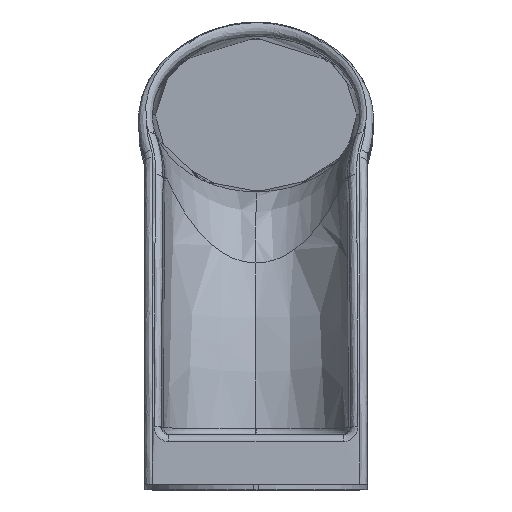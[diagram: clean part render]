
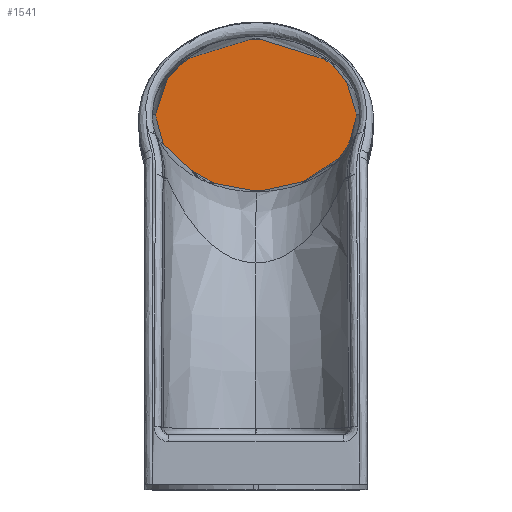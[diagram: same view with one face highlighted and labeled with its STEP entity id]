
A CAD part, top view. The second image highlights one B-rep face of the part: STEP entity #1541.
In plain terms, the highlighted face is planar.
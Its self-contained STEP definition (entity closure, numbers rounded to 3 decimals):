
#230 = CARTESIAN_POINT ( 'NONE',  ( 16.314, 0.813, -23. ) ) ;
#464 = CARTESIAN_POINT ( 'NONE',  ( 2.125, -12.314, -23. ) ) ;
#584 = CARTESIAN_POINT ( 'NONE',  ( -15.47, -3.997, -23. ) ) ;
#1224 = CARTESIAN_POINT ( 'NONE',  ( 2.125, 12.314, -23. ) ) ;
#1316 = CARTESIAN_POINT ( 'NONE',  ( -15.47, 3.997, -23. ) ) ;
#1363 = CARTESIAN_POINT ( 'NONE',  ( -4.25, 11.997, -23. ) ) ;
#1391 = VERTEX_POINT ( 'NONE', #10837 ) ;
#1414 = CARTESIAN_POINT ( 'NONE',  ( -4.25, -11.997, -23. ) ) ;
#1459 = CARTESIAN_POINT ( 'NONE',  ( -15.785, -3.218, -23. ) ) ;
#1506 = CARTESIAN_POINT ( 'NONE',  ( -16.314, -0.813, -23. ) ) ;
#1541 = ADVANCED_FACE ( 'NONE', ( #7090 ), #3694, .F. ) ;
#2451 = CARTESIAN_POINT ( 'NONE',  ( 16.207, -1.626, -23. ) ) ;
#2548 = CARTESIAN_POINT ( 'NONE',  ( 4.25, -11.997, -23. ) ) ;
#2631 = CARTESIAN_POINT ( 'NONE',  ( 13.015, -7.602, -23. ) ) ;
#2682 = CARTESIAN_POINT ( 'NONE',  ( 16.314, 0., -23. ) ) ;
#3363 = CARTESIAN_POINT ( 'NONE',  ( 15.785, 3.218, -23. ) ) ;
#3403 = CARTESIAN_POINT ( 'NONE',  ( -9.99, 9.871, -23. ) ) ;
#3694 = PLANE ( 'NONE',  #7414 ) ;
#3754 = EDGE_LOOP ( 'NONE', ( #4298, #11774 ) ) ;
#4241 = CARTESIAN_POINT ( 'NONE',  ( 16.207, 1.626, -23. ) ) ;
#4280 = CARTESIAN_POINT ( 'NONE',  ( 16.314, 0., -23. ) ) ;
#4298 = ORIENTED_EDGE ( 'NONE', *, *, #6056, .F. ) ;
#4324 = CARTESIAN_POINT ( 'NONE',  ( -14.232, 6.238, -23. ) ) ;
#4424 = CARTESIAN_POINT ( 'NONE',  ( -14.232, -6.238, -23. ) ) ;
#4472 = CARTESIAN_POINT ( 'NONE',  ( 8.183, -10.776, -23. ) ) ;
#4594 = CARTESIAN_POINT ( 'NONE',  ( -13.015, -7.602, -23. ) ) ;
#4700 = DIRECTION ( 'NONE',  ( 0., 0., 1. ) ) ;
#5231 = CARTESIAN_POINT ( 'NONE',  ( -16.207, 1.626, -23. ) ) ;
#5358 = CARTESIAN_POINT ( 'NONE',  ( 8.183, 10.776, -23. ) ) ;
#5412 = CARTESIAN_POINT ( 'NONE',  ( -8.183, -10.776, -23. ) ) ;
#5727 = DIRECTION ( 'NONE',  ( 1., 0., 0. ) ) ;
#6056 = EDGE_CURVE ( 'NONE', #1391, #12371, #8335, .T. ) ;
#6134 = EDGE_CURVE ( 'NONE', #12371, #1391, #9358, .T. ) ;
#6269 = CARTESIAN_POINT ( 'NONE',  ( -15.785, 3.218, -23. ) ) ;
#6401 = CARTESIAN_POINT ( 'NONE',  ( 14.232, 6.238, -23. ) ) ;
#6454 = CARTESIAN_POINT ( 'NONE',  ( -16.314, 0., -23. ) ) ;
#7090 = FACE_OUTER_BOUND ( 'NONE', #3754, .T. ) ;
#7231 = CARTESIAN_POINT ( 'NONE',  ( 13.015, 7.602, -23. ) ) ;
#7369 = CARTESIAN_POINT ( 'NONE',  ( -8.183, 10.776, -23. ) ) ;
#7414 = AXIS2_PLACEMENT_3D ( 'NONE', #10698, #4700, #5727 ) ;
#7555 = CARTESIAN_POINT ( 'NONE',  ( -16.207, -1.626, -23. ) ) ;
#7604 = CARTESIAN_POINT ( 'NONE',  ( -2.125, -12.314, -23. ) ) ;
#8282 = CARTESIAN_POINT ( 'NONE',  ( 15.47, 3.997, -23. ) ) ;
#8335 = B_SPLINE_CURVE_WITH_KNOTS ( 'NONE', 3,
 ( #6454, #1506, #7555, #1459, #584, #4424, #4594, #8559, #5412, #1414, #7604, #464, #2548, #4472, #12420, #2631, #11461, #9580, #8470, #2451, #9536, #9443 ),
 .UNSPECIFIED., .F., .F.,
 ( 4, 2, 2, 2, 2, 2, 2, 2, 2, 2, 4 ),
 ( 0., 0.003, 0.006, 0.011, 0.017, 0.023, 0.028, 0.034, 0.039, 0.042, 0.045 ),
 .UNSPECIFIED. ) ;
#8470 = CARTESIAN_POINT ( 'NONE',  ( 15.785, -3.218, -23. ) ) ;
#8559 = CARTESIAN_POINT ( 'NONE',  ( -9.99, -9.871, -23. ) ) ;
#9261 = CARTESIAN_POINT ( 'NONE',  ( -16.314, 0.813, -23. ) ) ;
#9358 = B_SPLINE_CURVE_WITH_KNOTS ( 'NONE', 3,
 ( #4280, #230, #4241, #3363, #8282, #6401, #7231, #9397, #5358, #12418, #1224, #10322, #1363, #7369, #3403, #11233, #4324, #1316, #6269, #5231, #9261, #10276 ),
 .UNSPECIFIED., .F., .F.,
 ( 4, 2, 2, 2, 2, 2, 2, 2, 2, 2, 4 ),
 ( 0.045, 0.048, 0.051, 0.056, 0.062, 0.068, 0.073, 0.079, 0.084, 0.087, 0.09 ),
 .UNSPECIFIED. ) ;
#9397 = CARTESIAN_POINT ( 'NONE',  ( 9.99, 9.871, -23. ) ) ;
#9443 = CARTESIAN_POINT ( 'NONE',  ( 16.314, 0., -23. ) ) ;
#9536 = CARTESIAN_POINT ( 'NONE',  ( 16.314, -0.813, -23. ) ) ;
#9580 = CARTESIAN_POINT ( 'NONE',  ( 15.47, -3.997, -23. ) ) ;
#10276 = CARTESIAN_POINT ( 'NONE',  ( -16.314, 0., -23. ) ) ;
#10322 = CARTESIAN_POINT ( 'NONE',  ( -2.125, 12.314, -23. ) ) ;
#10698 = CARTESIAN_POINT ( 'NONE',  ( -1.411, 1.406, -23. ) ) ;
#10837 = CARTESIAN_POINT ( 'NONE',  ( -16.314, 0., -23. ) ) ;
#11233 = CARTESIAN_POINT ( 'NONE',  ( -13.015, 7.602, -23. ) ) ;
#11461 = CARTESIAN_POINT ( 'NONE',  ( 14.232, -6.238, -23. ) ) ;
#11774 = ORIENTED_EDGE ( 'NONE', *, *, #6134, .F. ) ;
#12371 = VERTEX_POINT ( 'NONE', #2682 ) ;
#12418 = CARTESIAN_POINT ( 'NONE',  ( 4.25, 11.997, -23. ) ) ;
#12420 = CARTESIAN_POINT ( 'NONE',  ( 9.99, -9.871, -23. ) ) ;
